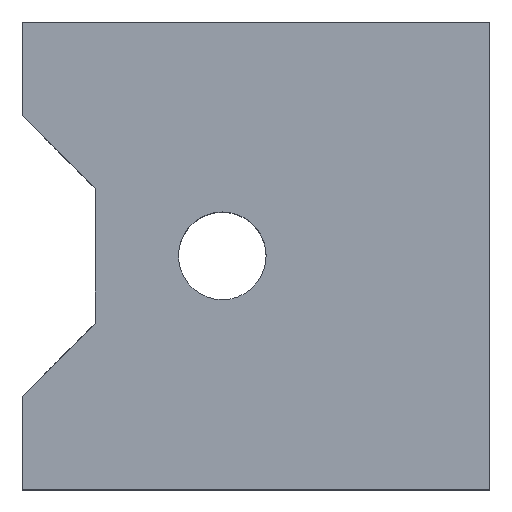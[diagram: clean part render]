
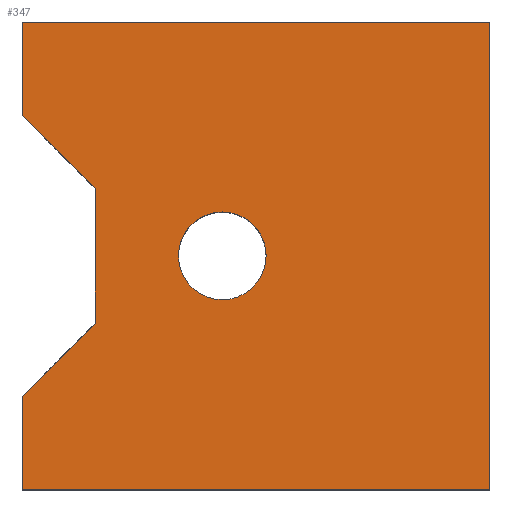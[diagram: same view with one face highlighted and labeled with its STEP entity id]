
A CAD part, top view. The second image highlights one B-rep face of the part: STEP entity #347.
In plain terms, the highlighted planar face has unit normal (0, 0, 1).
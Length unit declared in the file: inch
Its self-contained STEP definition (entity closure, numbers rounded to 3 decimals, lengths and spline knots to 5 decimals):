
#19=FACE_BOUND('',#71,.T.);
#30=PLANE('',#391);
#50=FACE_OUTER_BOUND('',#70,.T.);
#70=EDGE_LOOP('',(#310,#311,#312,#313,#314,#315,#316,#317));
#71=EDGE_LOOP('',(#318));
#82=LINE('',#523,#116);
#86=LINE('',#531,#120);
#91=LINE('',#546,#125);
#95=LINE('',#555,#129);
#99=LINE('',#565,#133);
#102=LINE('',#571,#136);
#104=LINE('',#579,#138);
#106=LINE('',#582,#140);
#116=VECTOR('',#425,0.3937);
#120=VECTOR('',#433,0.3937);
#125=VECTOR('',#446,0.3937);
#129=VECTOR('',#454,0.3937);
#133=VECTOR('',#464,0.3937);
#136=VECTOR('',#469,0.3937);
#138=VECTOR('',#479,0.3937);
#140=VECTOR('',#483,0.3937);
#151=CIRCLE('',#388,0.08201);
#164=VERTEX_POINT('',#520);
#165=VERTEX_POINT('',#522);
#167=VERTEX_POINT('',#530);
#172=VERTEX_POINT('',#543);
#173=VERTEX_POINT('',#545);
#176=VERTEX_POINT('',#553);
#179=VERTEX_POINT('',#563);
#181=VERTEX_POINT('',#569);
#183=VERTEX_POINT('',#575);
#200=EDGE_CURVE('',#165,#164,#82,.T.);
#204=EDGE_CURVE('',#167,#165,#86,.T.);
#211=EDGE_CURVE('',#173,#172,#91,.T.);
#216=EDGE_CURVE('',#172,#176,#95,.T.);
#221=EDGE_CURVE('',#176,#179,#99,.T.);
#224=EDGE_CURVE('',#179,#181,#102,.T.);
#227=EDGE_CURVE('',#183,#183,#151,.T.);
#228=EDGE_CURVE('',#181,#167,#104,.T.);
#230=EDGE_CURVE('',#164,#173,#106,.T.);
#310=ORIENTED_EDGE('',*,*,#200,.T.);
#311=ORIENTED_EDGE('',*,*,#230,.T.);
#312=ORIENTED_EDGE('',*,*,#211,.T.);
#313=ORIENTED_EDGE('',*,*,#216,.T.);
#314=ORIENTED_EDGE('',*,*,#221,.T.);
#315=ORIENTED_EDGE('',*,*,#224,.T.);
#316=ORIENTED_EDGE('',*,*,#228,.T.);
#317=ORIENTED_EDGE('',*,*,#204,.T.);
#318=ORIENTED_EDGE('',*,*,#227,.T.);
#347=ADVANCED_FACE('',(#50,#19),#30,.T.);
#388=AXIS2_PLACEMENT_3D('',#577,#475,#476);
#391=AXIS2_PLACEMENT_3D('',#584,#485,#486);
#425=DIRECTION('',(-0.707,-0.707,0.));
#433=DIRECTION('',(0.,-1.,0.));
#446=DIRECTION('',(1.,0.,0.));
#454=DIRECTION('',(0.,1.,0.));
#464=DIRECTION('',(-1.,0.,0.));
#469=DIRECTION('',(0.,-1.,0.));
#475=DIRECTION('center_axis',(0.,0.,-1.));
#476=DIRECTION('ref_axis',(-1.,0.,0.));
#479=DIRECTION('',(0.707,-0.707,0.));
#483=DIRECTION('',(0.,-1.,0.));
#485=DIRECTION('center_axis',(0.,0.,1.));
#486=DIRECTION('ref_axis',(1.,0.,0.));
#520=CARTESIAN_POINT('',(10.62595,-0.6675,0.487));
#522=CARTESIAN_POINT('',(10.7625,-0.53095,0.487));
#523=CARTESIAN_POINT('',(10.7625,-0.53095,0.487));
#530=CARTESIAN_POINT('',(10.7625,-0.27905,0.487));
#531=CARTESIAN_POINT('',(10.7625,-0.27905,0.487));
#543=CARTESIAN_POINT('',(11.5,-0.842,0.487));
#545=CARTESIAN_POINT('',(10.62595,-0.842,0.487));
#546=CARTESIAN_POINT('',(10.09796,-0.842,0.487));
#553=CARTESIAN_POINT('',(11.5,0.032,0.487));
#555=CARTESIAN_POINT('',(11.5,-0.842,0.487));
#563=CARTESIAN_POINT('',(10.62595,0.032,0.487));
#565=CARTESIAN_POINT('',(11.5,0.032,0.487));
#569=CARTESIAN_POINT('',(10.62595,-0.1425,0.487));
#571=CARTESIAN_POINT('',(10.62595,0.032,0.487));
#575=CARTESIAN_POINT('',(11.08201,-0.405,0.487));
#577=CARTESIAN_POINT('Origin',(11.,-0.405,0.487));
#579=CARTESIAN_POINT('',(10.62595,-0.1425,0.487));
#582=CARTESIAN_POINT('',(10.62595,-0.6675,0.487));
#584=CARTESIAN_POINT('Origin',(11.06297,-0.405,0.487));
